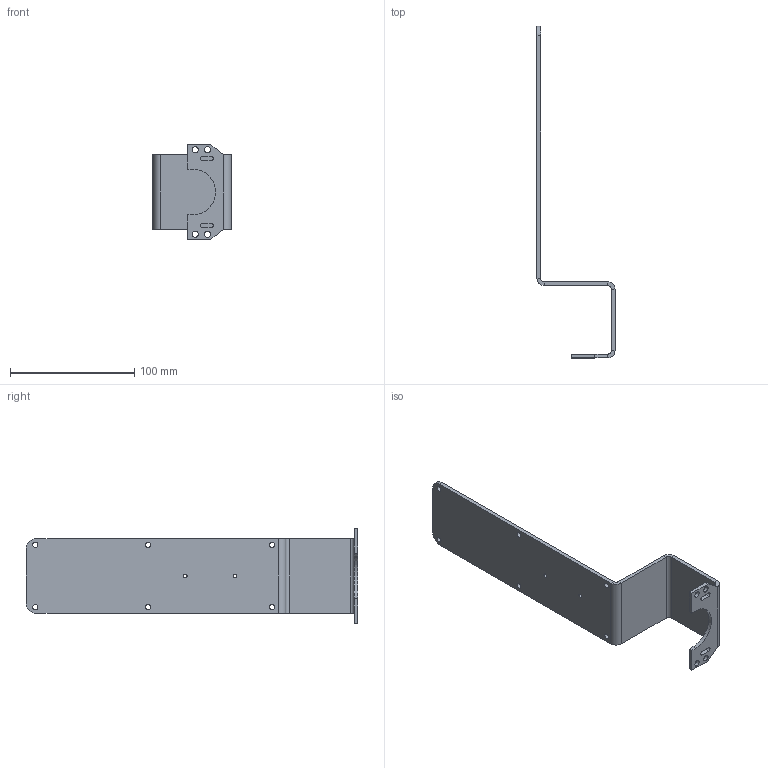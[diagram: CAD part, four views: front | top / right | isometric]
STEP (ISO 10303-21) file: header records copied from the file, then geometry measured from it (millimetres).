
FILE_DESCRIPTION(/* description */ (''),/* implementation_level */ '2;1');
FILE_NAME(/* name */ 'Przegub 4 left v75.step',/* time_stamp */ '2024-05-28T16:32:42+02:00',/* author */ (''),/* organization */ (''),/* preprocessor_version */ 'ST-DEVELOPER v20',/* originating_system */ 'Autodesk Translation Framework v13.14.0.145',/* authorisation */ '');
FILE_SCHEMA (('AUTOMOTIVE_DESIGN { 1 0 10303 214 3 1 1 }'));
Length unit declared in the file: millimetre
Products named in the file (1): Przegub 4 left
Bounding box: 63 x 267.5 x 76 mm (x, y, z)
Volume: 61940.2 mm3; surface area: 44539.4 mm2
Topology: 1 solids, 1 shells, 58 faces, 144 edges, 88 vertices
Faces by surface type: plane 33, cylinder 25
Full cylindrical faces by diameter (mm): 3 x2, 4.2 x6, 5 x4
Entity records: 1795 total; most frequent: DIRECTION 312, CARTESIAN_POINT 291, ORIENTED_EDGE 288, EDGE_CURVE 144, AXIS2_PLACEMENT_3D 109, LINE 94, VECTOR 94, VERTEX_POINT 88
